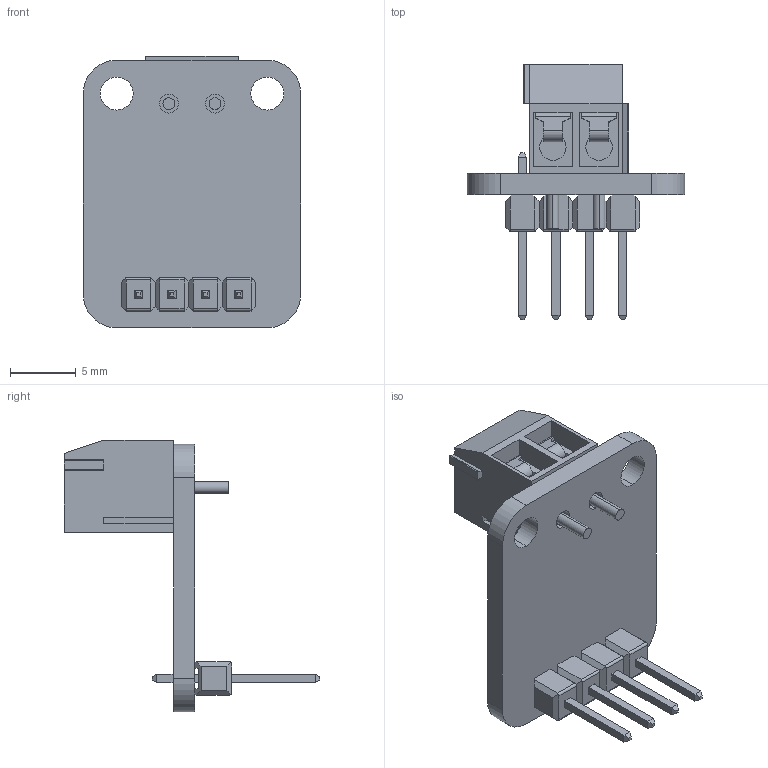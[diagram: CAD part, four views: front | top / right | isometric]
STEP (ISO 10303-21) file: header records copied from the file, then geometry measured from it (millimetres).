
FILE_DESCRIPTION (( 'STEP AP214' ), '1' );
FILE_NAME ('AD8495_asm.STEP', '2021-01-19T17:08:17', ( '' ), ( '' ), 'SwSTEP 2.0', 'SolidWorks 2019', '' );
FILE_SCHEMA (( 'AUTOMOTIVE_DESIGN' ));
Length unit declared in the file: inch
Products named in the file (4): AD8495; Pin Header 1x4 TH Pitch 2.54mm; TE_1776275-2; AD8495_asm
Assembly tree (3 placements, depth 2):
  AD8495_asm
    AD8495
    TE_1776275-2
    Pin Header 1x4 TH Pitch 2.54mm
Bounding box: 16.51 x 19.39 x 20.62 mm (x, y, z)
Volume: 929.8 mm3; surface area: 1540.2 mm2
Topology: 7 solids, 7 shells, 303 faces, 789 edges, 506 vertices
Faces by surface type: plane 245, cylinder 54, bspline 4
Entity records: 10742 total; most frequent: CARTESIAN_POINT 1832, ORIENTED_EDGE 1578, DIRECTION 1459, EDGE_CURVE 789, VECTOR 649, LINE 649, VERTEX_POINT 506, AXIS2_PLACEMENT_3D 405
